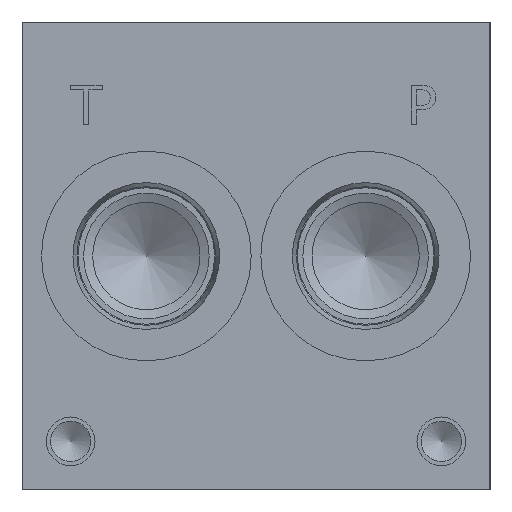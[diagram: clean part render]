
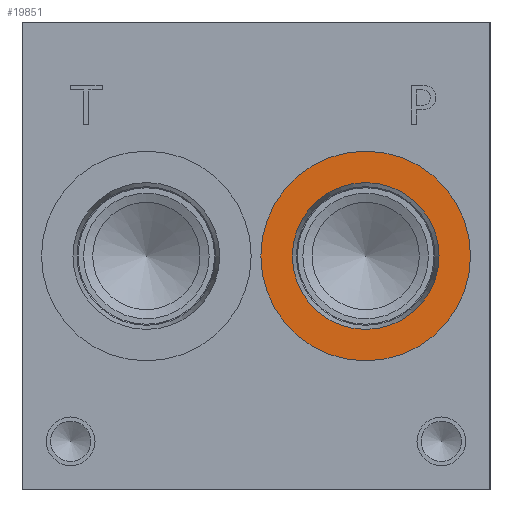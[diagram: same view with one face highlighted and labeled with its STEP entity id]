
A CAD part, left-side view. The second image highlights one B-rep face of the part: STEP entity #19851.
In plain terms, the highlighted planar face has unit normal (-1, 0, 0).
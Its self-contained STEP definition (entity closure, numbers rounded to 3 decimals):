
#667=CIRCLE('',#21014,17.069);
#668=CIRCLE('',#21015,17.069);
#669=CIRCLE('',#21017,11.951);
#670=CIRCLE('',#21018,11.951);
#1115=FACE_BOUND('',#3730,.T.);
#1660=PLANE('',#21016);
#2558=FACE_OUTER_BOUND('',#3729,.T.);
#3729=EDGE_LOOP('',(#17126,#17127));
#3730=EDGE_LOOP('',(#17128,#17129));
#9338=VERTEX_POINT('',#34029);
#9339=VERTEX_POINT('',#34031);
#9340=VERTEX_POINT('',#34035);
#9341=VERTEX_POINT('',#34036);
#12038=EDGE_CURVE('',#9338,#9339,#667,.T.);
#12039=EDGE_CURVE('',#9339,#9338,#668,.T.);
#12040=EDGE_CURVE('',#9340,#9341,#669,.T.);
#12041=EDGE_CURVE('',#9341,#9340,#670,.T.);
#17126=ORIENTED_EDGE('',*,*,#12039,.F.);
#17127=ORIENTED_EDGE('',*,*,#12038,.F.);
#17128=ORIENTED_EDGE('',*,*,#12040,.T.);
#17129=ORIENTED_EDGE('',*,*,#12041,.T.);
#19851=ADVANCED_FACE('',(#2558,#1115),#1660,.F.);
#21014=AXIS2_PLACEMENT_3D('',#34032,#24944,#24945);
#21015=AXIS2_PLACEMENT_3D('',#34033,#24946,#24947);
#21016=AXIS2_PLACEMENT_3D('',#34034,#24948,#24949);
#21017=AXIS2_PLACEMENT_3D('',#34037,#24950,#24951);
#21018=AXIS2_PLACEMENT_3D('',#34038,#24952,#24953);
#24944=DIRECTION('center_axis',(1.,0.,0.));
#24945=DIRECTION('ref_axis',(0.,0.,-1.));
#24946=DIRECTION('center_axis',(1.,0.,0.));
#24947=DIRECTION('ref_axis',(0.,0.,-1.));
#24948=DIRECTION('center_axis',(1.,0.,0.));
#24949=DIRECTION('ref_axis',(0.,0.,-1.));
#24950=DIRECTION('center_axis',(1.,0.,0.));
#24951=DIRECTION('ref_axis',(0.,0.,-1.));
#24952=DIRECTION('center_axis',(1.,0.,0.));
#24953=DIRECTION('ref_axis',(0.,0.,-1.));
#34029=CARTESIAN_POINT('',(0.787,20.244,21.031));
#34031=CARTESIAN_POINT('',(0.787,20.244,55.169));
#34032=CARTESIAN_POINT('Origin',(0.787,20.244,38.1));
#34033=CARTESIAN_POINT('Origin',(0.787,20.244,38.1));
#34034=CARTESIAN_POINT('Origin',(0.787,20.244,50.051));
#34035=CARTESIAN_POINT('',(0.787,20.244,50.051));
#34036=CARTESIAN_POINT('',(0.787,20.244,26.149));
#34037=CARTESIAN_POINT('Origin',(0.787,20.244,38.1));
#34038=CARTESIAN_POINT('Origin',(0.787,20.244,38.1));
